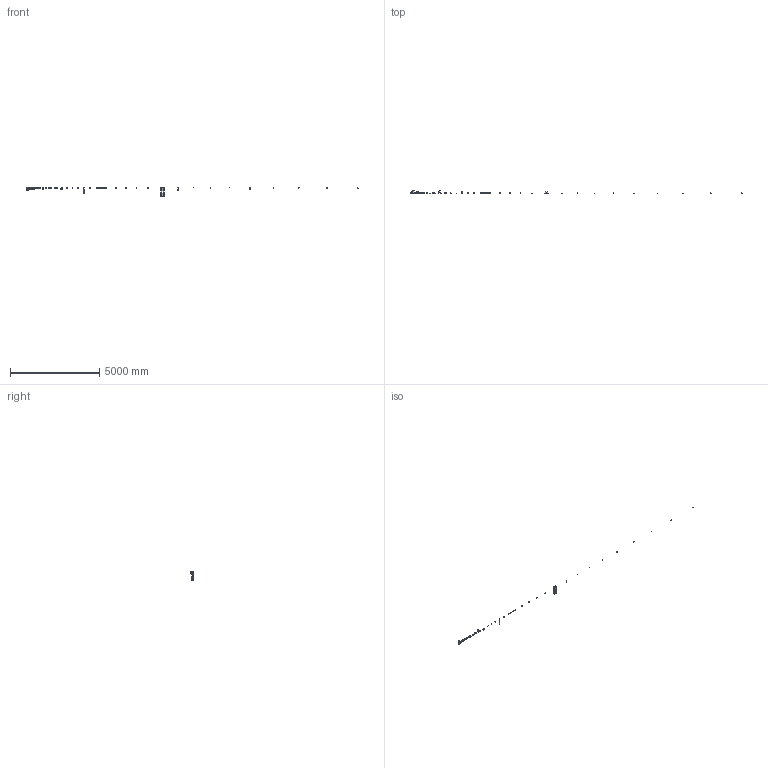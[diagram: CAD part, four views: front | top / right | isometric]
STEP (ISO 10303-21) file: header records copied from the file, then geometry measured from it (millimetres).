
FILE_DESCRIPTION((''),'2;1');
FILE_NAME('CZESCI_ASM','2023-12-15T16:01:59',('gkami'),(''),'CREO PARAMETRIC BY PTC INC, 2022284','CREO PARAMETRIC BY PTC INC, 2022284','');
FILE_SCHEMA(('AP242_MANAGED_MODEL_BASED_3D_ENGINEERING_MIM_LF { 1 0 10303 442 1 1 4 }'));
Length unit declared in the file: millimetre
Products named in the file (61): PS-000-01; 18G2A-S255J0; PS-000-02; PS-000-03; PS-000-04; PS-000-05; PS-000-06; PS-000-07; PS-000-08; PS-000-09; PS-000-10; PS-000-11; PS-000-13; PS-000-14; PS-000-15; PS-000-16; PS-000-17; PS-000-18; PS-000-19; PS-000-20; PS-000-21; PS-000-22; PS-000-23; KWD4M6X20; C45; WIWM10X16; SIM8X16; PZ65; PSM12; NM12; SM12X50; SSIM16X35; CZESCI_ASM
Assembly tree (30 placements, depth 2):
  18G2A-S255J0
  18G2A-S255J0
  18G2A-S255J0
  18G2A-S255J0
  18G2A-S255J0
Bounding box: 18643.35 x 152.5 x 476 mm (x, y, z)
Volume: 4681805.7 mm3; surface area: 1063612.7 mm2
Topology: 30 solids, 49 shells, 1101 faces, 2688 edges, 1760 vertices
Faces by surface type: plane 584, cylinder 327, cone 130, torus 38, bspline 18, sphere 4
Entity records: 59297 total; most frequent: CARTESIAN_POINT 21240, DIRECTION 6191, ORIENTED_EDGE 5066, EDGE_CURVE 2574, AXIS2_PLACEMENT_3D 2313, VERTEX_POINT 1590, VECTOR 1565, LINE 1565
